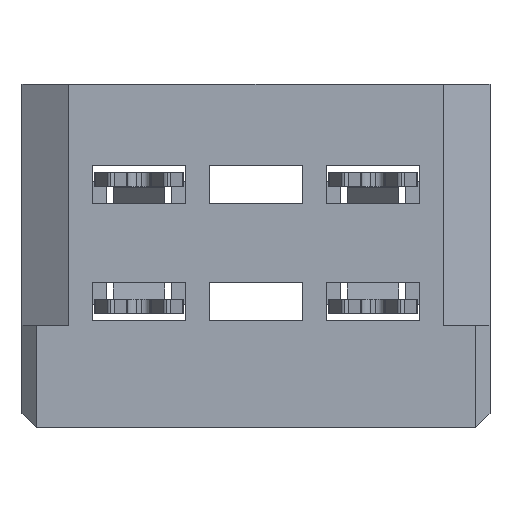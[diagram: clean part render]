
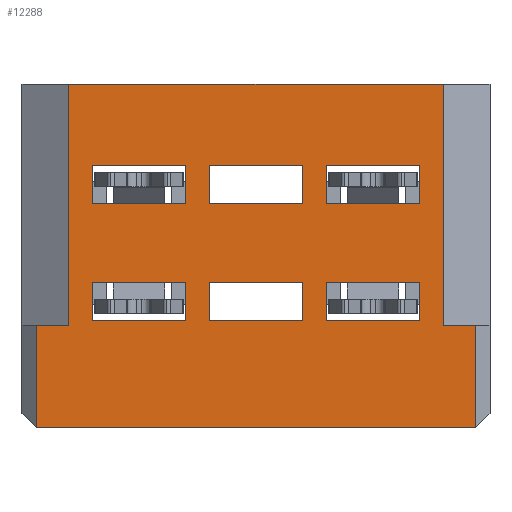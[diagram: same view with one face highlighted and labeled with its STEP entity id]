
A CAD part, front view. The second image highlights one B-rep face of the part: STEP entity #12288.
In plain terms, the highlighted face is planar.
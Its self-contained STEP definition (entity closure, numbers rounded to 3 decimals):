
#768=ORIENTED_EDGE('',*,*,#3435,.T.);
#769=ORIENTED_EDGE('',*,*,#3395,.T.);
#770=ORIENTED_EDGE('',*,*,#3436,.F.);
#771=ORIENTED_EDGE('',*,*,#3437,.T.);
#772=ORIENTED_EDGE('',*,*,#3438,.T.);
#773=ORIENTED_EDGE('',*,*,#3439,.F.);
#774=ORIENTED_EDGE('',*,*,#3440,.T.);
#775=ORIENTED_EDGE('',*,*,#3388,.T.);
#776=ORIENTED_EDGE('',*,*,#3441,.F.);
#777=ORIENTED_EDGE('',*,*,#3442,.F.);
#778=ORIENTED_EDGE('',*,*,#3443,.F.);
#779=ORIENTED_EDGE('',*,*,#3444,.F.);
#780=ORIENTED_EDGE('',*,*,#3445,.F.);
#781=ORIENTED_EDGE('',*,*,#3446,.F.);
#782=ORIENTED_EDGE('',*,*,#3447,.F.);
#783=ORIENTED_EDGE('',*,*,#3448,.F.);
#784=ORIENTED_EDGE('',*,*,#3449,.F.);
#785=ORIENTED_EDGE('',*,*,#3450,.T.);
#786=ORIENTED_EDGE('',*,*,#3451,.F.);
#787=ORIENTED_EDGE('',*,*,#3452,.F.);
#788=ORIENTED_EDGE('',*,*,#3453,.F.);
#789=ORIENTED_EDGE('',*,*,#3454,.F.);
#790=ORIENTED_EDGE('',*,*,#3455,.F.);
#791=ORIENTED_EDGE('',*,*,#3456,.T.);
#792=ORIENTED_EDGE('',*,*,#3457,.F.);
#793=ORIENTED_EDGE('',*,*,#3458,.T.);
#794=ORIENTED_EDGE('',*,*,#3459,.F.);
#795=ORIENTED_EDGE('',*,*,#3460,.F.);
#796=ORIENTED_EDGE('',*,*,#3461,.F.);
#797=ORIENTED_EDGE('',*,*,#3462,.F.);
#798=ORIENTED_EDGE('',*,*,#3463,.F.);
#799=ORIENTED_EDGE('',*,*,#3464,.T.);
#3388=EDGE_CURVE('',#4719,#4721,#5631,.T.);
#3395=EDGE_CURVE('',#4724,#4727,#5638,.T.);
#3435=EDGE_CURVE('',#4721,#4724,#5675,.T.);
#3436=EDGE_CURVE('',#4755,#4727,#5676,.T.);
#3437=EDGE_CURVE('',#4755,#4756,#5677,.T.);
#3438=EDGE_CURVE('',#4756,#4757,#5678,.T.);
#3439=EDGE_CURVE('',#4758,#4757,#5679,.T.);
#3440=EDGE_CURVE('',#4758,#4719,#5680,.T.);
#3441=EDGE_CURVE('',#4759,#4760,#5681,.T.);
#3442=EDGE_CURVE('',#4761,#4759,#5682,.T.);
#3443=EDGE_CURVE('',#4762,#4761,#5683,.T.);
#3444=EDGE_CURVE('',#4760,#4762,#5684,.T.);
#3445=EDGE_CURVE('',#4763,#4764,#5685,.T.);
#3446=EDGE_CURVE('',#4765,#4763,#5686,.T.);
#3447=EDGE_CURVE('',#4766,#4765,#5687,.T.);
#3448=EDGE_CURVE('',#4764,#4766,#5688,.T.);
#3449=EDGE_CURVE('',#4767,#4768,#5689,.T.);
#3450=EDGE_CURVE('',#4767,#4769,#5690,.T.);
#3451=EDGE_CURVE('',#4770,#4769,#5691,.T.);
#3452=EDGE_CURVE('',#4768,#4770,#5692,.T.);
#3453=EDGE_CURVE('',#4771,#4772,#5693,.T.);
#3454=EDGE_CURVE('',#4773,#4771,#5694,.T.);
#3455=EDGE_CURVE('',#4774,#4773,#5695,.T.);
#3456=EDGE_CURVE('',#4774,#4772,#5696,.T.);
#3457=EDGE_CURVE('',#4775,#4776,#5697,.T.);
#3458=EDGE_CURVE('',#4775,#4777,#5698,.T.);
#3459=EDGE_CURVE('',#4778,#4777,#5699,.T.);
#3460=EDGE_CURVE('',#4776,#4778,#5700,.T.);
#3461=EDGE_CURVE('',#4779,#4780,#5701,.T.);
#3462=EDGE_CURVE('',#4781,#4779,#5702,.T.);
#3463=EDGE_CURVE('',#4782,#4781,#5703,.T.);
#3464=EDGE_CURVE('',#4782,#4780,#5704,.T.);
#4719=VERTEX_POINT('',#16489);
#4721=VERTEX_POINT('',#16493);
#4724=VERTEX_POINT('',#16503);
#4727=VERTEX_POINT('',#16508);
#4755=VERTEX_POINT('',#16588);
#4756=VERTEX_POINT('',#16590);
#4757=VERTEX_POINT('',#16592);
#4758=VERTEX_POINT('',#16594);
#4759=VERTEX_POINT('',#16597);
#4760=VERTEX_POINT('',#16598);
#4761=VERTEX_POINT('',#16600);
#4762=VERTEX_POINT('',#16602);
#4763=VERTEX_POINT('',#16605);
#4764=VERTEX_POINT('',#16606);
#4765=VERTEX_POINT('',#16608);
#4766=VERTEX_POINT('',#16610);
#4767=VERTEX_POINT('',#16613);
#4768=VERTEX_POINT('',#16614);
#4769=VERTEX_POINT('',#16616);
#4770=VERTEX_POINT('',#16618);
#4771=VERTEX_POINT('',#16621);
#4772=VERTEX_POINT('',#16622);
#4773=VERTEX_POINT('',#16624);
#4774=VERTEX_POINT('',#16626);
#4775=VERTEX_POINT('',#16629);
#4776=VERTEX_POINT('',#16630);
#4777=VERTEX_POINT('',#16632);
#4778=VERTEX_POINT('',#16634);
#4779=VERTEX_POINT('',#16637);
#4780=VERTEX_POINT('',#16638);
#4781=VERTEX_POINT('',#16640);
#4782=VERTEX_POINT('',#16642);
#5631=LINE('',#16494,#6714);
#5638=LINE('',#16509,#6721);
#5675=LINE('',#16586,#6758);
#5676=LINE('',#16587,#6759);
#5677=LINE('',#16589,#6760);
#5678=LINE('',#16591,#6761);
#5679=LINE('',#16593,#6762);
#5680=LINE('',#16595,#6763);
#5681=LINE('',#16596,#6764);
#5682=LINE('',#16599,#6765);
#5683=LINE('',#16601,#6766);
#5684=LINE('',#16603,#6767);
#5685=LINE('',#16604,#6768);
#5686=LINE('',#16607,#6769);
#5687=LINE('',#16609,#6770);
#5688=LINE('',#16611,#6771);
#5689=LINE('',#16612,#6772);
#5690=LINE('',#16615,#6773);
#5691=LINE('',#16617,#6774);
#5692=LINE('',#16619,#6775);
#5693=LINE('',#16620,#6776);
#5694=LINE('',#16623,#6777);
#5695=LINE('',#16625,#6778);
#5696=LINE('',#16627,#6779);
#5697=LINE('',#16628,#6780);
#5698=LINE('',#16631,#6781);
#5699=LINE('',#16633,#6782);
#5700=LINE('',#16635,#6783);
#5701=LINE('',#16636,#6784);
#5702=LINE('',#16639,#6785);
#5703=LINE('',#16641,#6786);
#5704=LINE('',#16643,#6787);
#6714=VECTOR('',#13798,1000.);
#6721=VECTOR('',#13809,1000.);
#6758=VECTOR('',#13872,1000.);
#6759=VECTOR('',#13873,1000.);
#6760=VECTOR('',#13874,1000.);
#6761=VECTOR('',#13875,1000.);
#6762=VECTOR('',#13876,1000.);
#6763=VECTOR('',#13877,1000.);
#6764=VECTOR('',#13878,1000.);
#6765=VECTOR('',#13879,1000.);
#6766=VECTOR('',#13880,1000.);
#6767=VECTOR('',#13881,1000.);
#6768=VECTOR('',#13882,1000.);
#6769=VECTOR('',#13883,1000.);
#6770=VECTOR('',#13884,1000.);
#6771=VECTOR('',#13885,1000.);
#6772=VECTOR('',#13886,1000.);
#6773=VECTOR('',#13887,1000.);
#6774=VECTOR('',#13888,1000.);
#6775=VECTOR('',#13889,1000.);
#6776=VECTOR('',#13890,1000.);
#6777=VECTOR('',#13891,1000.);
#6778=VECTOR('',#13892,1000.);
#6779=VECTOR('',#13893,1000.);
#6780=VECTOR('',#13894,1000.);
#6781=VECTOR('',#13895,1000.);
#6782=VECTOR('',#13896,1000.);
#6783=VECTOR('',#13897,1000.);
#6784=VECTOR('',#13898,1000.);
#6785=VECTOR('',#13899,1000.);
#6786=VECTOR('',#13900,1000.);
#6787=VECTOR('',#13901,1000.);
#7672=EDGE_LOOP('',(#768,#769,#770,#771,#772,#773,#774,#775));
#7673=EDGE_LOOP('',(#776,#777,#778,#779));
#7674=EDGE_LOOP('',(#780,#781,#782,#783));
#7675=EDGE_LOOP('',(#784,#785,#786,#787));
#7676=EDGE_LOOP('',(#788,#789,#790,#791));
#7677=EDGE_LOOP('',(#792,#793,#794,#795));
#7678=EDGE_LOOP('',(#796,#797,#798,#799));
#8183=FACE_BOUND('',#7672,.T.);
#8184=FACE_BOUND('',#7673,.T.);
#8185=FACE_BOUND('',#7674,.T.);
#8186=FACE_BOUND('',#7675,.T.);
#8187=FACE_BOUND('',#7676,.T.);
#8188=FACE_BOUND('',#7677,.T.);
#8189=FACE_BOUND('',#7678,.T.);
#8682=PLANE('',#12791);
#12288=ADVANCED_FACE('',(#8183,#8184,#8185,#8186,#8187,#8188,#8189),#8682,
 .T.);
#12791=AXIS2_PLACEMENT_3D('',#16585,#13870,#13871);
#13798=DIRECTION('',(0.,0.,-1.));
#13809=DIRECTION('',(0.,0.,1.));
#13870=DIRECTION('',(0.,1.,0.));
#13871=DIRECTION('',(0.,0.,1.));
#13872=DIRECTION('',(-1.,0.,0.));
#13873=DIRECTION('',(-1.,0.,0.));
#13874=DIRECTION('',(0.,0.,1.));
#13875=DIRECTION('',(1.,0.,0.));
#13876=DIRECTION('',(0.,0.,1.));
#13877=DIRECTION('',(1.,0.,0.));
#13878=DIRECTION('',(1.,0.,0.));
#13879=DIRECTION('',(0.,0.,1.));
#13880=DIRECTION('',(-1.,0.,0.));
#13881=DIRECTION('',(0.,0.,-1.));
#13882=DIRECTION('',(0.,0.,1.));
#13883=DIRECTION('',(-1.,0.,0.));
#13884=DIRECTION('',(0.,0.,-1.));
#13885=DIRECTION('',(1.,0.,0.));
#13886=DIRECTION('',(1.,0.,0.));
#13887=DIRECTION('',(0.,0.,-1.));
#13888=DIRECTION('',(-1.,0.,0.));
#13889=DIRECTION('',(0.,0.,-1.));
#13890=DIRECTION('',(-1.,0.,0.));
#13891=DIRECTION('',(0.,0.,-1.));
#13892=DIRECTION('',(1.,0.,0.));
#13893=DIRECTION('',(0.,0.,-1.));
#13894=DIRECTION('',(1.,0.,0.));
#13895=DIRECTION('',(0.,0.,-1.));
#13896=DIRECTION('',(-1.,0.,0.));
#13897=DIRECTION('',(0.,0.,-1.));
#13898=DIRECTION('',(-1.,0.,0.));
#13899=DIRECTION('',(0.,0.,-1.));
#13900=DIRECTION('',(1.,0.,0.));
#13901=DIRECTION('',(0.,0.,-1.));
#16489=CARTESIAN_POINT('',(4.7,11.,-1.475));
#16493=CARTESIAN_POINT('',(4.7,11.,-3.675));
#16494=CARTESIAN_POINT('',(4.7,11.,-3.675));
#16503=CARTESIAN_POINT('',(-4.7,11.,-3.675));
#16508=CARTESIAN_POINT('',(-4.7,11.,-1.475));
#16509=CARTESIAN_POINT('',(-4.7,11.,-1.475));
#16585=CARTESIAN_POINT('',(0.,11.,0.));
#16586=CARTESIAN_POINT('',(5.,11.,-3.675));
#16587=CARTESIAN_POINT('',(-4.,11.,-1.475));
#16588=CARTESIAN_POINT('',(-4.,11.,-1.475));
#16589=CARTESIAN_POINT('',(-4.,11.,-1.475));
#16590=CARTESIAN_POINT('',(-4.,11.,3.675));
#16591=CARTESIAN_POINT('',(-5.,11.,3.675));
#16592=CARTESIAN_POINT('',(4.,11.,3.675));
#16593=CARTESIAN_POINT('',(4.,11.,-1.475));
#16594=CARTESIAN_POINT('',(4.,11.,-1.475));
#16595=CARTESIAN_POINT('',(4.,11.,-1.475));
#16596=CARTESIAN_POINT('',(-3.5,11.,-0.575));
#16597=CARTESIAN_POINT('',(-3.5,11.,-0.575));
#16598=CARTESIAN_POINT('',(-1.5,11.,-0.575));
#16599=CARTESIAN_POINT('',(-3.5,11.,-1.375));
#16600=CARTESIAN_POINT('',(-3.5,11.,-1.375));
#16601=CARTESIAN_POINT('',(-1.5,11.,-1.375));
#16602=CARTESIAN_POINT('',(-1.5,11.,-1.375));
#16603=CARTESIAN_POINT('',(-1.5,11.,-0.575));
#16604=CARTESIAN_POINT('',(-3.5,11.,1.125));
#16605=CARTESIAN_POINT('',(-3.5,11.,1.125));
#16606=CARTESIAN_POINT('',(-3.5,11.,1.925));
#16607=CARTESIAN_POINT('',(-1.5,11.,1.125));
#16608=CARTESIAN_POINT('',(-1.5,11.,1.125));
#16609=CARTESIAN_POINT('',(-1.5,11.,1.925));
#16610=CARTESIAN_POINT('',(-1.5,11.,1.925));
#16611=CARTESIAN_POINT('',(-3.5,11.,1.925));
#16612=CARTESIAN_POINT('',(0.,11.,-0.575));
#16613=CARTESIAN_POINT('',(-1.,11.,-0.575));
#16614=CARTESIAN_POINT('',(1.,11.,-0.575));
#16615=CARTESIAN_POINT('',(-1.,11.,0.));
#16616=CARTESIAN_POINT('',(-1.,11.,-1.375));
#16617=CARTESIAN_POINT('',(0.,11.,-1.375));
#16618=CARTESIAN_POINT('',(1.,11.,-1.375));
#16619=CARTESIAN_POINT('',(1.,11.,0.));
#16620=CARTESIAN_POINT('',(0.,11.,1.125));
#16621=CARTESIAN_POINT('',(1.,11.,1.125));
#16622=CARTESIAN_POINT('',(-1.,11.,1.125));
#16623=CARTESIAN_POINT('',(1.,11.,0.));
#16624=CARTESIAN_POINT('',(1.,11.,1.925));
#16625=CARTESIAN_POINT('',(0.,11.,1.925));
#16626=CARTESIAN_POINT('',(-1.,11.,1.925));
#16627=CARTESIAN_POINT('',(-1.,11.,0.));
#16628=CARTESIAN_POINT('',(0.,11.,-0.575));
#16629=CARTESIAN_POINT('',(1.5,11.,-0.575));
#16630=CARTESIAN_POINT('',(3.5,11.,-0.575));
#16631=CARTESIAN_POINT('',(1.5,11.,0.));
#16632=CARTESIAN_POINT('',(1.5,11.,-1.375));
#16633=CARTESIAN_POINT('',(0.,11.,-1.375));
#16634=CARTESIAN_POINT('',(3.5,11.,-1.375));
#16635=CARTESIAN_POINT('',(3.5,11.,0.));
#16636=CARTESIAN_POINT('',(0.,11.,1.125));
#16637=CARTESIAN_POINT('',(3.5,11.,1.125));
#16638=CARTESIAN_POINT('',(1.5,11.,1.125));
#16639=CARTESIAN_POINT('',(3.5,11.,0.));
#16640=CARTESIAN_POINT('',(3.5,11.,1.925));
#16641=CARTESIAN_POINT('',(0.,11.,1.925));
#16642=CARTESIAN_POINT('',(1.5,11.,1.925));
#16643=CARTESIAN_POINT('',(1.5,11.,0.));
